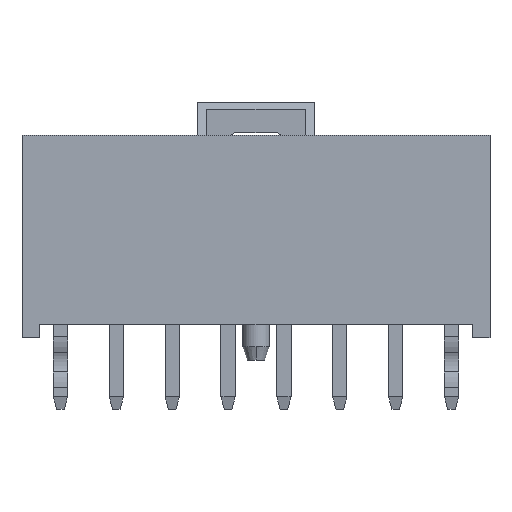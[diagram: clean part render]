
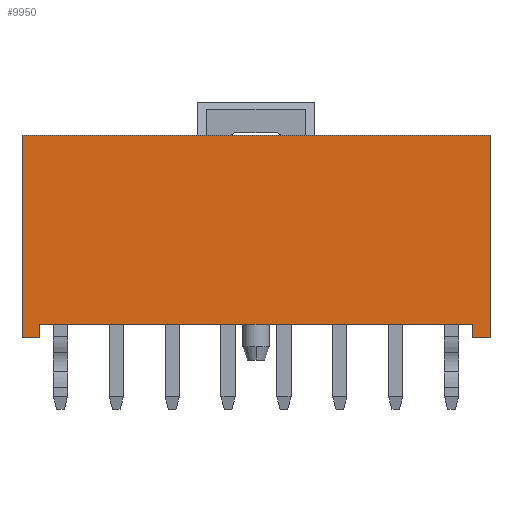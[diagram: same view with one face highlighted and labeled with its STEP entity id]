
A CAD part, front view. The second image highlights one B-rep face of the part: STEP entity #9950.
In plain terms, the highlighted face is planar.
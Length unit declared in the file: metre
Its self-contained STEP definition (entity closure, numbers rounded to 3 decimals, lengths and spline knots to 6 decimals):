
#86 = ORIENTED_EDGE ( 'NONE', *, *, #11740, .T. ) ;
#262 = CARTESIAN_POINT ( 'NONE',  ( 0.01922, 0., -0.00424 ) ) ;
#415 = CARTESIAN_POINT ( 'NONE',  ( 0.01842, 0.0006, -0.00424 ) ) ;
#477 = EDGE_CURVE ( 'NONE', #9957, #761, #6952, .T. ) ;
#650 = VERTEX_POINT ( 'NONE', #6873 ) ;
#694 = EDGE_CURVE ( 'NONE', #12499, #761, #5650, .T. ) ;
#761 = VERTEX_POINT ( 'NONE', #262 ) ;
#1364 = EDGE_CURVE ( 'NONE', #5191, #11402, #6149, .T. ) ;
#1421 = ORIENTED_EDGE ( 'NONE', *, *, #477, .F. ) ;
#1712 = EDGE_CURVE ( 'NONE', #4401, #9957, #11890, .T. ) ;
#1829 = VECTOR ( 'NONE', #5981, 1. ) ;
#2424 = DIRECTION ( 'NONE',  ( -1., 0., 0. ) ) ;
#2425 = VECTOR ( 'NONE', #6404, 1. ) ;
#3009 = CARTESIAN_POINT ( 'NONE',  ( 0.01842, 0.0006, -0.00424 ) ) ;
#3127 = ORIENTED_EDGE ( 'NONE', *, *, #12282, .F. ) ;
#3196 = EDGE_CURVE ( 'NONE', #650, #5191, #6055, .T. ) ;
#3336 = DIRECTION ( 'NONE',  ( 0., -1., 0. ) ) ;
#3407 = CARTESIAN_POINT ( 'NONE',  ( -0.00092, 0.0006, -0.00424 ) ) ;
#4180 = FACE_OUTER_BOUND ( 'NONE', #6495, .T. ) ;
#4329 = VECTOR ( 'NONE', #12386, 1. ) ;
#4379 = CARTESIAN_POINT ( 'NONE',  ( -0.00172, 0., -0.00424 ) ) ;
#4401 = VERTEX_POINT ( 'NONE', #415 ) ;
#4934 = VECTOR ( 'NONE', #3336, 1. ) ;
#5183 = DIRECTION ( 'NONE',  ( 1., 0., 0. ) ) ;
#5191 = VERTEX_POINT ( 'NONE', #8570 ) ;
#5289 = CARTESIAN_POINT ( 'NONE',  ( 0.01842, 0., -0.00424 ) ) ;
#5464 = VECTOR ( 'NONE', #6962, 1. ) ;
#5650 = LINE ( 'NONE', #8702, #5766 ) ;
#5653 = LINE ( 'NONE', #8439, #4329 ) ;
#5766 = VECTOR ( 'NONE', #9667, 1. ) ;
#5981 = DIRECTION ( 'NONE',  ( 1., 0., 0. ) ) ;
#6055 = LINE ( 'NONE', #7927, #5464 ) ;
#6149 = LINE ( 'NONE', #4379, #11004 ) ;
#6183 = ORIENTED_EDGE ( 'NONE', *, *, #1364, .F. ) ;
#6192 = DIRECTION ( 'NONE',  ( 0., 0., 1. ) ) ;
#6404 = DIRECTION ( 'NONE',  ( 1., 0., 0. ) ) ;
#6495 = EDGE_LOOP ( 'NONE', ( #86, #6183, #12253, #3127, #10167, #1421, #6540, #10577 ) ) ;
#6540 = ORIENTED_EDGE ( 'NONE', *, *, #1712, .F. ) ;
#6648 = AXIS2_PLACEMENT_3D ( 'NONE', #11111, #6192, #2424 ) ;
#6873 = CARTESIAN_POINT ( 'NONE',  ( -0.00172, 0.00906, -0.00424 ) ) ;
#6952 = LINE ( 'NONE', #10902, #1829 ) ;
#6962 = DIRECTION ( 'NONE',  ( 0., -1., 0. ) ) ;
#7212 = EDGE_CURVE ( 'NONE', #10603, #4401, #10478, .T. ) ;
#7770 = DIRECTION ( 'NONE',  ( -1., 0., 0. ) ) ;
#7927 = CARTESIAN_POINT ( 'NONE',  ( -0.00172, 0.00906, -0.00424 ) ) ;
#8059 = CARTESIAN_POINT ( 'NONE',  ( -0.00092, 0., -0.00424 ) ) ;
#8439 = CARTESIAN_POINT ( 'NONE',  ( -0.00092, 0.0006, -0.00424 ) ) ;
#8570 = CARTESIAN_POINT ( 'NONE',  ( -0.00172, 0., -0.00424 ) ) ;
#8702 = CARTESIAN_POINT ( 'NONE',  ( 0.01922, 0.00906, -0.00424 ) ) ;
#8746 = CARTESIAN_POINT ( 'NONE',  ( 0.01922, 0.00906, -0.00424 ) ) ;
#9313 = CARTESIAN_POINT ( 'NONE',  ( 0.01922, 0.00906, -0.00424 ) ) ;
#9667 = DIRECTION ( 'NONE',  ( 0., -1., 0. ) ) ;
#9722 = LINE ( 'NONE', #8746, #12513 ) ;
#9950 = ADVANCED_FACE ( 'NONE', ( #4180 ), #12272, .F. ) ;
#9957 = VERTEX_POINT ( 'NONE', #5289 ) ;
#10167 = ORIENTED_EDGE ( 'NONE', *, *, #694, .T. ) ;
#10478 = LINE ( 'NONE', #3407, #2425 ) ;
#10577 = ORIENTED_EDGE ( 'NONE', *, *, #7212, .F. ) ;
#10603 = VERTEX_POINT ( 'NONE', #11798 ) ;
#10902 = CARTESIAN_POINT ( 'NONE',  ( 0.01842, 0., -0.00424 ) ) ;
#11004 = VECTOR ( 'NONE', #5183, 1. ) ;
#11111 = CARTESIAN_POINT ( 'NONE',  ( 0.00875, 0.00483, -0.00424 ) ) ;
#11402 = VERTEX_POINT ( 'NONE', #8059 ) ;
#11740 = EDGE_CURVE ( 'NONE', #10603, #11402, #5653, .T. ) ;
#11798 = CARTESIAN_POINT ( 'NONE',  ( -0.00092, 0.0006, -0.00424 ) ) ;
#11890 = LINE ( 'NONE', #3009, #4934 ) ;
#12253 = ORIENTED_EDGE ( 'NONE', *, *, #3196, .F. ) ;
#12272 = PLANE ( 'NONE',  #6648 ) ;
#12282 = EDGE_CURVE ( 'NONE', #12499, #650, #9722, .T. ) ;
#12386 = DIRECTION ( 'NONE',  ( 0., -1., 0. ) ) ;
#12499 = VERTEX_POINT ( 'NONE', #9313 ) ;
#12513 = VECTOR ( 'NONE', #7770, 1. ) ;
